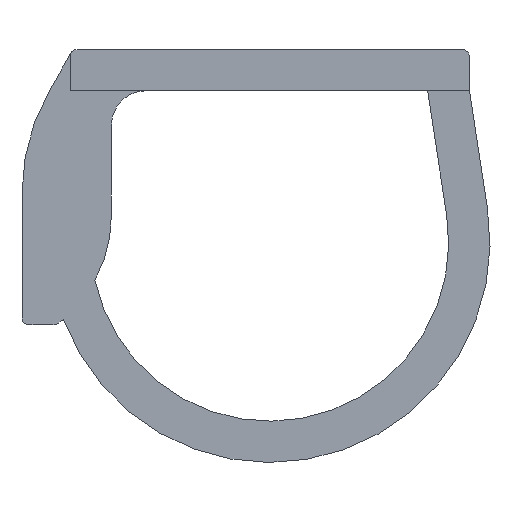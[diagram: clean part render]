
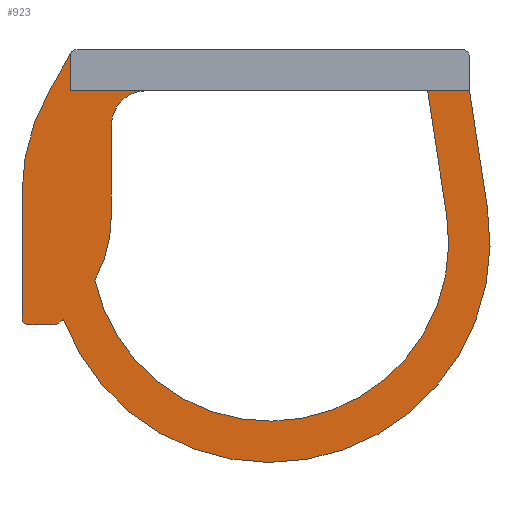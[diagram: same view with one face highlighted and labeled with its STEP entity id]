
A CAD part, front view. The second image highlights one B-rep face of the part: STEP entity #923.
In plain terms, the highlighted planar face has unit normal (0, -1, 0).
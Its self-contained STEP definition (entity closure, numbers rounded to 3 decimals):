
#39=AXIS2_PLACEMENT_3D('Circle Axis2P3D',#37,#38,$) ;
#481=AXIS2_PLACEMENT_3D('Circle Axis2P3D',#479,#480,$) ;
#543=AXIS2_PLACEMENT_3D('Circle Axis2P3D',#541,#542,$) ;
#614=AXIS2_PLACEMENT_3D('Circle Axis2P3D',#612,#613,$) ;
#643=AXIS2_PLACEMENT_3D('Circle Axis2P3D',#641,#642,$) ;
#665=AXIS2_PLACEMENT_3D('Circle Axis2P3D',#663,#664,$) ;
#677=AXIS2_PLACEMENT_3D('Circle Axis2P3D',#675,#676,$) ;
#708=AXIS2_PLACEMENT_3D('Circle Axis2P3D',#706,#707,$) ;
#770=AXIS2_PLACEMENT_3D('Circle Axis2P3D',#768,#769,$) ;
#832=AXIS2_PLACEMENT_3D('Circle Axis2P3D',#830,#831,$) ;
#900=AXIS2_PLACEMENT_3D('Plane Axis2P3D',#897,#898,#899) ;
#37=CARTESIAN_POINT('Axis2P3D Location',(0.8,9.,5.9)) ;
#41=CARTESIAN_POINT('Vertex',(0.7,9.,5.9)) ;
#43=CARTESIAN_POINT('Vertex',(0.713,9.,5.95)) ;
#93=CARTESIAN_POINT('Line Origine',(0.7,9.,5.65)) ;
#97=CARTESIAN_POINT('Vertex',(0.7,9.,5.4)) ;
#165=CARTESIAN_POINT('Vertex',(5.893,9.,5.4)) ;
#168=CARTESIAN_POINT('Line Origine',(6.196,9.,5.4)) ;
#172=CARTESIAN_POINT('Vertex',(6.5,9.,5.4)) ;
#187=CARTESIAN_POINT('Line Origine',(1.25,9.,5.4)) ;
#191=CARTESIAN_POINT('Vertex',(1.8,9.,5.4)) ;
#439=CARTESIAN_POINT('Line Origine',(6.031,9.,4.497)) ;
#443=CARTESIAN_POINT('Vertex',(6.17,9.,3.594)) ;
#474=CARTESIAN_POINT('Vertex',(1.059,9.,2.649)) ;
#479=CARTESIAN_POINT('Axis2P3D Location',(3.6,9.,3.2)) ;
#501=CARTESIAN_POINT('Line Origine',(6.632,9.,4.543)) ;
#505=CARTESIAN_POINT('Vertex',(6.763,9.,3.685)) ;
#541=CARTESIAN_POINT('Axis2P3D Location',(3.6,9.,3.2)) ;
#545=CARTESIAN_POINT('Vertex',(0.602,9.,2.082)) ;
#571=CARTESIAN_POINT('Vertex',(1.3,9.,3.607)) ;
#585=CARTESIAN_POINT('Vertex',(1.3,9.,4.9)) ;
#588=CARTESIAN_POINT('Line Origine',(1.3,9.,4.254)) ;
#612=CARTESIAN_POINT('Axis2P3D Location',(1.1,9.,3.607)) ;
#616=CARTESIAN_POINT('Vertex',(1.3,9.,3.6)) ;
#641=CARTESIAN_POINT('Axis2P3D Location',(1.8,9.,4.9)) ;
#663=CARTESIAN_POINT('Axis2P3D Location',(-0.7,9.,3.6)) ;
#675=CARTESIAN_POINT('Axis2P3D Location',(-0.7,9.,3.6)) ;
#679=CARTESIAN_POINT('Vertex',(0.557,9.,2.044)) ;
#706=CARTESIAN_POINT('Axis2P3D Location',(0.431,9.,2.2)) ;
#710=CARTESIAN_POINT('Vertex',(0.431,9.,2.)) ;
#737=CARTESIAN_POINT('Line Origine',(0.266,9.,2.)) ;
#741=CARTESIAN_POINT('Vertex',(0.1,9.,2.)) ;
#768=CARTESIAN_POINT('Axis2P3D Location',(0.1,9.,2.1)) ;
#772=CARTESIAN_POINT('Vertex',(0.,9.,2.1)) ;
#799=CARTESIAN_POINT('Line Origine',(0.,9.,3.005)) ;
#803=CARTESIAN_POINT('Vertex',(0.,9.,3.911)) ;
#830=CARTESIAN_POINT('Axis2P3D Location',(3.,9.,3.911)) ;
#834=CARTESIAN_POINT('Vertex',(0.402,9.,5.411)) ;
#861=CARTESIAN_POINT('Line Origine',(0.558,9.,5.68)) ;
#897=CARTESIAN_POINT('Axis2P3D Location',(0.7,9.,6.)) ;
#38=DIRECTION('Axis2P3D Direction',(0.,-1.,0.)) ;
#94=DIRECTION('Vector Direction',(0.,0.,1.)) ;
#169=DIRECTION('Vector Direction',(-1.,0.,0.)) ;
#188=DIRECTION('Vector Direction',(-1.,0.,0.)) ;
#440=DIRECTION('Vector Direction',(-0.152,0.,0.988)) ;
#480=DIRECTION('Axis2P3D Direction',(0.,1.,0.)) ;
#502=DIRECTION('Vector Direction',(-0.152,0.,0.988)) ;
#542=DIRECTION('Axis2P3D Direction',(0.,1.,0.)) ;
#589=DIRECTION('Vector Direction',(0.,0.,1.)) ;
#613=DIRECTION('Axis2P3D Direction',(0.,1.,0.)) ;
#642=DIRECTION('Axis2P3D Direction',(0.,1.,0.)) ;
#664=DIRECTION('Axis2P3D Direction',(0.,1.,0.)) ;
#676=DIRECTION('Axis2P3D Direction',(0.,1.,0.)) ;
#707=DIRECTION('Axis2P3D Direction',(0.,1.,0.)) ;
#738=DIRECTION('Vector Direction',(-1.,0.,0.)) ;
#769=DIRECTION('Axis2P3D Direction',(0.,1.,0.)) ;
#800=DIRECTION('Vector Direction',(0.,0.,1.)) ;
#831=DIRECTION('Axis2P3D Direction',(0.,1.,0.)) ;
#862=DIRECTION('Vector Direction',(-0.5,0.,-0.866)) ;
#898=DIRECTION('Axis2P3D Direction',(0.,1.,0.)) ;
#899=DIRECTION('Axis2P3D XDirection',(-1.,0.,0.)) ;
#95=VECTOR('Line Direction',#94,1.) ;
#170=VECTOR('Line Direction',#169,1.) ;
#189=VECTOR('Line Direction',#188,1.) ;
#441=VECTOR('Line Direction',#440,1.) ;
#503=VECTOR('Line Direction',#502,1.) ;
#590=VECTOR('Line Direction',#589,1.) ;
#739=VECTOR('Line Direction',#738,1.) ;
#801=VECTOR('Line Direction',#800,1.) ;
#863=VECTOR('Line Direction',#862,1.) ;
#903=ORIENTED_EDGE('',*,*,#174,.T.) ;
#904=ORIENTED_EDGE('',*,*,#445,.F.) ;
#905=ORIENTED_EDGE('',*,*,#483,.F.) ;
#906=ORIENTED_EDGE('',*,*,#667,.F.) ;
#907=ORIENTED_EDGE('',*,*,#618,.F.) ;
#908=ORIENTED_EDGE('',*,*,#592,.T.) ;
#909=ORIENTED_EDGE('',*,*,#645,.T.) ;
#910=ORIENTED_EDGE('',*,*,#193,.T.) ;
#911=ORIENTED_EDGE('',*,*,#99,.T.) ;
#912=ORIENTED_EDGE('',*,*,#45,.T.) ;
#913=ORIENTED_EDGE('',*,*,#865,.F.) ;
#914=ORIENTED_EDGE('',*,*,#836,.F.) ;
#915=ORIENTED_EDGE('',*,*,#805,.F.) ;
#916=ORIENTED_EDGE('',*,*,#774,.F.) ;
#917=ORIENTED_EDGE('',*,*,#743,.F.) ;
#918=ORIENTED_EDGE('',*,*,#712,.F.) ;
#919=ORIENTED_EDGE('',*,*,#681,.F.) ;
#920=ORIENTED_EDGE('',*,*,#547,.F.) ;
#921=ORIENTED_EDGE('',*,*,#507,.F.) ;
#923=ADVANCED_FACE('S3D gedreht',(#922),#901,.F.) ;
#40=CIRCLE('generated circle',#39,0.1) ;
#482=CIRCLE('generated circle',#481,2.6) ;
#544=CIRCLE('generated circle',#543,3.2) ;
#615=CIRCLE('generated circle',#614,0.2) ;
#644=CIRCLE('generated circle',#643,0.5) ;
#666=CIRCLE('generated circle',#665,2.) ;
#678=CIRCLE('generated circle',#677,2.) ;
#709=CIRCLE('generated circle',#708,0.2) ;
#771=CIRCLE('generated circle',#770,0.1) ;
#833=CIRCLE('generated circle',#832,3.) ;
#45=EDGE_CURVE('',#42,#44,#40,.F.) ;
#99=EDGE_CURVE('',#98,#42,#96,.T.) ;
#174=EDGE_CURVE('',#173,#166,#171,.T.) ;
#193=EDGE_CURVE('',#192,#98,#190,.T.) ;
#445=EDGE_CURVE('',#444,#166,#442,.T.) ;
#483=EDGE_CURVE('',#475,#444,#482,.F.) ;
#507=EDGE_CURVE('',#173,#506,#504,.F.) ;
#547=EDGE_CURVE('',#506,#546,#544,.T.) ;
#592=EDGE_CURVE('',#572,#586,#591,.T.) ;
#618=EDGE_CURVE('',#572,#617,#615,.T.) ;
#645=EDGE_CURVE('',#586,#192,#644,.T.) ;
#667=EDGE_CURVE('',#617,#475,#666,.T.) ;
#681=EDGE_CURVE('',#546,#680,#678,.T.) ;
#712=EDGE_CURVE('',#680,#711,#709,.T.) ;
#743=EDGE_CURVE('',#711,#742,#740,.T.) ;
#774=EDGE_CURVE('',#742,#773,#771,.T.) ;
#805=EDGE_CURVE('',#773,#804,#802,.T.) ;
#836=EDGE_CURVE('',#804,#835,#833,.T.) ;
#865=EDGE_CURVE('',#835,#44,#864,.F.) ;
#902=EDGE_LOOP('',(#903,#904,#905,#906,#907,#908,#909,#910,#911,#912,#913,#914,#915,#916,#917,#918,#919,#920,#921)) ;
#922=FACE_OUTER_BOUND('',#902,.T.) ;
#96=LINE('Line',#93,#95) ;
#171=LINE('Line',#168,#170) ;
#190=LINE('Line',#187,#189) ;
#442=LINE('Line',#439,#441) ;
#504=LINE('Line',#501,#503) ;
#591=LINE('Line',#588,#590) ;
#740=LINE('Line',#737,#739) ;
#802=LINE('Line',#799,#801) ;
#864=LINE('Line',#861,#863) ;
#901=PLANE('',#900) ;
#42=VERTEX_POINT('',#41) ;
#44=VERTEX_POINT('',#43) ;
#98=VERTEX_POINT('',#97) ;
#166=VERTEX_POINT('',#165) ;
#173=VERTEX_POINT('',#172) ;
#192=VERTEX_POINT('',#191) ;
#444=VERTEX_POINT('',#443) ;
#475=VERTEX_POINT('',#474) ;
#506=VERTEX_POINT('',#505) ;
#546=VERTEX_POINT('',#545) ;
#572=VERTEX_POINT('',#571) ;
#586=VERTEX_POINT('',#585) ;
#617=VERTEX_POINT('',#616) ;
#680=VERTEX_POINT('',#679) ;
#711=VERTEX_POINT('',#710) ;
#742=VERTEX_POINT('',#741) ;
#773=VERTEX_POINT('',#772) ;
#804=VERTEX_POINT('',#803) ;
#835=VERTEX_POINT('',#834) ;
